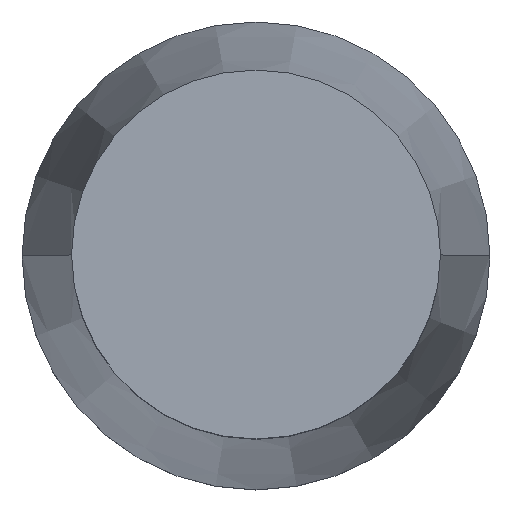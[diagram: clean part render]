
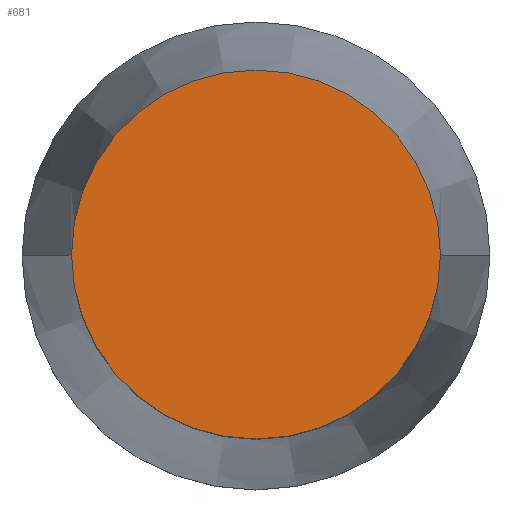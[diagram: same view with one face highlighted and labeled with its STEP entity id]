
A CAD part, top view. The second image highlights one B-rep face of the part: STEP entity #681.
In plain terms, the highlighted planar face has unit normal (0, 0, 1).
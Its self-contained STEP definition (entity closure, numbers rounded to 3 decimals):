
#66 = CARTESIAN_POINT ( 'NONE',  ( -10.25, 0., 0. ) ) ;
#84 = ORIENTED_EDGE ( 'NONE', *, *, #597, .T. ) ;
#206 = ORIENTED_EDGE ( 'NONE', *, *, #361, .T. ) ;
#299 = CARTESIAN_POINT ( 'NONE',  ( 10.25, 0., 0. ) ) ;
#359 = DIRECTION ( 'NONE',  ( 1., 0., 0. ) ) ;
#361 = EDGE_CURVE ( 'NONE', #590, #537, #396, .T. ) ;
#372 = CIRCLE ( 'NONE', #678, 10.25 ) ;
#391 = AXIS2_PLACEMENT_3D ( 'NONE', #710, #542, #717 ) ;
#396 = CIRCLE ( 'NONE', #391, 10.25 ) ;
#397 = FACE_OUTER_BOUND ( 'NONE', #605, .T. ) ;
#419 = CARTESIAN_POINT ( 'NONE',  ( 0., 0., 0. ) ) ;
#523 = DIRECTION ( 'NONE',  ( -1., 0., 0. ) ) ;
#526 = CARTESIAN_POINT ( 'NONE',  ( 0., 0., 0. ) ) ;
#537 = VERTEX_POINT ( 'NONE', #66 ) ;
#542 = DIRECTION ( 'NONE',  ( 0., 0., 1. ) ) ;
#590 = VERTEX_POINT ( 'NONE', #299 ) ;
#597 = EDGE_CURVE ( 'NONE', #537, #590, #372, .T. ) ;
#605 = EDGE_LOOP ( 'NONE', ( #206, #84 ) ) ;
#654 = DIRECTION ( 'NONE',  ( 0., 0., -1. ) ) ;
#678 = AXIS2_PLACEMENT_3D ( 'NONE', #419, #698, #359 ) ;
#681 = ADVANCED_FACE ( 'NONE', ( #397 ), #705, .F. ) ;
#690 = AXIS2_PLACEMENT_3D ( 'NONE', #526, #654, #523 ) ;
#698 = DIRECTION ( 'NONE',  ( 0., 0., 1. ) ) ;
#705 = PLANE ( 'NONE',  #690 ) ;
#710 = CARTESIAN_POINT ( 'NONE',  ( 0., 0., 0. ) ) ;
#717 = DIRECTION ( 'NONE',  ( 1., 0., 0. ) ) ;
